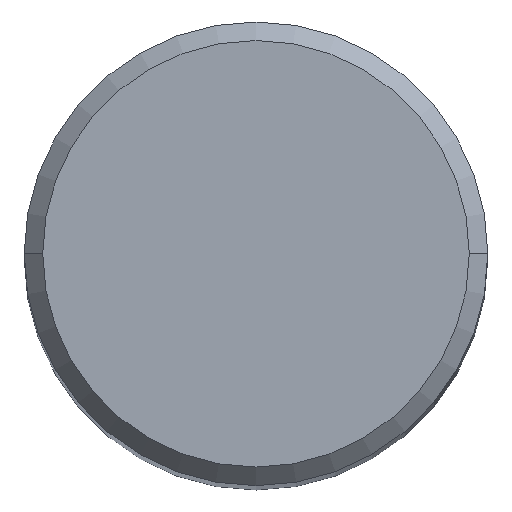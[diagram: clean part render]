
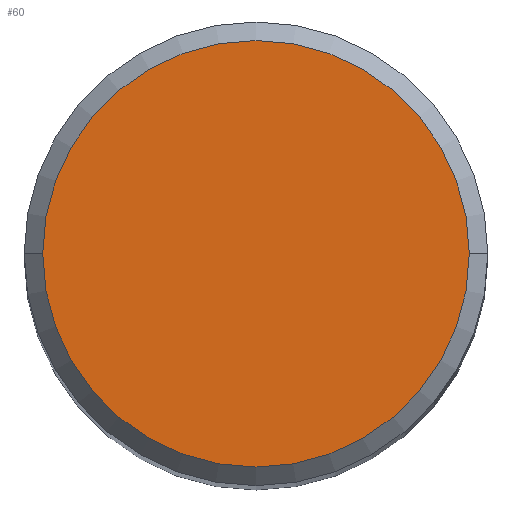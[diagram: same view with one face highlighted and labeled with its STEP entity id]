
A CAD part, top view. The second image highlights one B-rep face of the part: STEP entity #60.
In plain terms, the highlighted planar face has unit normal (0, 0, 1).
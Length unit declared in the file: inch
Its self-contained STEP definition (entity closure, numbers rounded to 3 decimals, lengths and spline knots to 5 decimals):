
#2 = AXIS2_PLACEMENT_3D ( 'NONE', #56, #224, #246 ) ;
#3 = EDGE_LOOP ( 'NONE', ( #239, #134 ) ) ;
#10 = FACE_OUTER_BOUND ( 'NONE', #3, .T. ) ;
#15 = AXIS2_PLACEMENT_3D ( 'NONE', #179, #79, #140 ) ;
#19 = DIRECTION ( 'NONE',  ( 0., 0., 1. ) ) ;
#27 = VERTEX_POINT ( 'NONE', #44 ) ;
#44 = CARTESIAN_POINT ( 'NONE',  ( -0.1725, 0., 2.5 ) ) ;
#56 = CARTESIAN_POINT ( 'NONE',  ( 0., 0., 2.5 ) ) ;
#60 = ADVANCED_FACE ( 'NONE', ( #10 ), #96, .T. ) ;
#78 = CIRCLE ( 'NONE', #105, 0.1725 ) ;
#79 = DIRECTION ( 'NONE',  ( 0., 0., 1. ) ) ;
#96 = PLANE ( 'NONE',  #2 ) ;
#97 = CIRCLE ( 'NONE', #15, 0.1725 ) ;
#105 = AXIS2_PLACEMENT_3D ( 'NONE', #274, #19, #164 ) ;
#118 = EDGE_CURVE ( 'NONE', #27, #217, #97, .T. ) ;
#134 = ORIENTED_EDGE ( 'NONE', *, *, #208, .T. ) ;
#140 = DIRECTION ( 'NONE',  ( 1., 0., 0. ) ) ;
#164 = DIRECTION ( 'NONE',  ( 1., 0., 0. ) ) ;
#165 = CARTESIAN_POINT ( 'NONE',  ( 0.1725, 0., 2.5 ) ) ;
#179 = CARTESIAN_POINT ( 'NONE',  ( 0., 0., 2.5 ) ) ;
#208 = EDGE_CURVE ( 'NONE', #217, #27, #78, .T. ) ;
#217 = VERTEX_POINT ( 'NONE', #165 ) ;
#224 = DIRECTION ( 'NONE',  ( 0., 0., 1. ) ) ;
#239 = ORIENTED_EDGE ( 'NONE', *, *, #118, .T. ) ;
#246 = DIRECTION ( 'NONE',  ( 1., 0., 0. ) ) ;
#274 = CARTESIAN_POINT ( 'NONE',  ( 0., 0., 2.5 ) ) ;
